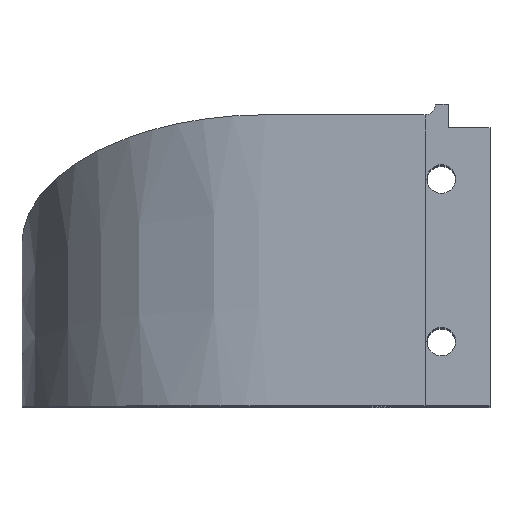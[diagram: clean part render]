
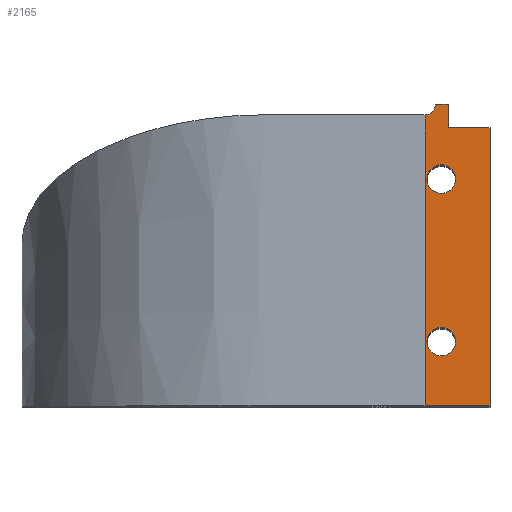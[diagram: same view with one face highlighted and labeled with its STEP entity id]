
A CAD part, top view. The second image highlights one B-rep face of the part: STEP entity #2165.
In plain terms, the highlighted planar face has unit normal (0, 0, 1).
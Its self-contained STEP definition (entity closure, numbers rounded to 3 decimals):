
#90 = EDGE_LOOP ( 'NONE', ( #3346, #7283, #2853, #753, #1408, #4527, #5525, #2680, #5811 ) ) ;
#115 = CARTESIAN_POINT ( 'NONE',  ( 5., 21.4, 17.4 ) ) ;
#153 = LINE ( 'NONE', #6448, #4860 ) ;
#155 = DIRECTION ( 'NONE',  ( -1., 0., 0. ) ) ;
#198 = FACE_OUTER_BOUND ( 'NONE', #90, .T. ) ;
#324 = DIRECTION ( 'NONE',  ( 0., 0., -1. ) ) ;
#366 = CARTESIAN_POINT ( 'NONE',  ( 1.25, 4.95, 17.4 ) ) ;
#510 = VECTOR ( 'NONE', #4182, 1000. ) ;
#621 = VERTEX_POINT ( 'NONE', #4261 ) ;
#675 = LINE ( 'NONE', #1377, #3560 ) ;
#753 = ORIENTED_EDGE ( 'NONE', *, *, #3478, .F. ) ;
#778 = AXIS2_PLACEMENT_3D ( 'NONE', #6233, #3737, #7470 ) ;
#909 = VECTOR ( 'NONE', #4607, 1000. ) ;
#919 = CIRCLE ( 'NONE', #2500, 1.1 ) ;
#1137 = CARTESIAN_POINT ( 'NONE',  ( 1.25, 17.45, 17.4 ) ) ;
#1140 = CARTESIAN_POINT ( 'NONE',  ( 2.35, 4.95, 17.4 ) ) ;
#1377 = CARTESIAN_POINT ( 'NONE',  ( 0., 21.4, 17.4 ) ) ;
#1408 = ORIENTED_EDGE ( 'NONE', *, *, #4573, .T. ) ;
#1420 = VERTEX_POINT ( 'NONE', #6864 ) ;
#1445 = VECTOR ( 'NONE', #6146, 1000. ) ;
#1511 = EDGE_CURVE ( 'NONE', #4818, #6708, #3419, .T. ) ;
#1615 = VERTEX_POINT ( 'NONE', #7963 ) ;
#1632 = EDGE_CURVE ( 'NONE', #621, #1996, #2310, .T. ) ;
#1693 = VERTEX_POINT ( 'NONE', #1140 ) ;
#1830 = ORIENTED_EDGE ( 'NONE', *, *, #3889, .T. ) ;
#1970 = VECTOR ( 'NONE', #7916, 1000. ) ;
#1971 = PLANE ( 'NONE',  #6733 ) ;
#1972 = CARTESIAN_POINT ( 'NONE',  ( 1.8, 23.2, 17.4 ) ) ;
#1996 = VERTEX_POINT ( 'NONE', #3134 ) ;
#2070 = VERTEX_POINT ( 'NONE', #4415 ) ;
#2095 = CARTESIAN_POINT ( 'NONE',  ( 5., 21.4, 17.4 ) ) ;
#2146 = VECTOR ( 'NONE', #3700, 1000. ) ;
#2165 = ADVANCED_FACE ( 'NONE', ( #3995, #5925, #198 ), #1971, .F. ) ;
#2310 = LINE ( 'NONE', #4817, #2146 ) ;
#2452 = CARTESIAN_POINT ( 'NONE',  ( 0., 21.4, 17.4 ) ) ;
#2500 = AXIS2_PLACEMENT_3D ( 'NONE', #1137, #3618, #3656 ) ;
#2680 = ORIENTED_EDGE ( 'NONE', *, *, #5797, .T. ) ;
#2758 = AXIS2_PLACEMENT_3D ( 'NONE', #366, #5433, #7812 ) ;
#2853 = ORIENTED_EDGE ( 'NONE', *, *, #1632, .F. ) ;
#2914 = DIRECTION ( 'NONE',  ( 0., 1., 0. ) ) ;
#2940 = CARTESIAN_POINT ( 'NONE',  ( 1.25, 4.95, 17.4 ) ) ;
#3021 = VECTOR ( 'NONE', #2914, 1000. ) ;
#3130 = CARTESIAN_POINT ( 'NONE',  ( 5., 21.4, 17.4 ) ) ;
#3134 = CARTESIAN_POINT ( 'NONE',  ( 0., 0., 17.4 ) ) ;
#3346 = ORIENTED_EDGE ( 'NONE', *, *, #8105, .T. ) ;
#3419 = CIRCLE ( 'NONE', #7992, 1.1 ) ;
#3423 = VERTEX_POINT ( 'NONE', #3793 ) ;
#3478 = EDGE_CURVE ( 'NONE', #2070, #621, #3754, .T. ) ;
#3560 = VECTOR ( 'NONE', #3936, 1000. ) ;
#3610 = LINE ( 'NONE', #7878, #3021 ) ;
#3618 = DIRECTION ( 'NONE',  ( 0., 0., -1. ) ) ;
#3656 = DIRECTION ( 'NONE',  ( -1., 0., 0. ) ) ;
#3700 = DIRECTION ( 'NONE',  ( -1., 0., 0. ) ) ;
#3737 = DIRECTION ( 'NONE',  ( 0., 0., -1. ) ) ;
#3754 = LINE ( 'NONE', #3130, #510 ) ;
#3793 = CARTESIAN_POINT ( 'NONE',  ( 1.8, 21.4, 17.4 ) ) ;
#3874 = EDGE_LOOP ( 'NONE', ( #6780, #6888 ) ) ;
#3889 = EDGE_CURVE ( 'NONE', #6946, #1693, #4325, .T. ) ;
#3936 = DIRECTION ( 'NONE',  ( 0., -1., 0. ) ) ;
#3995 = FACE_BOUND ( 'NONE', #3874, .T. ) ;
#4175 = DIRECTION ( 'NONE',  ( -1., 0., 0. ) ) ;
#4182 = DIRECTION ( 'NONE',  ( 0., -1., 0. ) ) ;
#4221 = ORIENTED_EDGE ( 'NONE', *, *, #6394, .T. ) ;
#4227 = CARTESIAN_POINT ( 'NONE',  ( 2.35, 17.45, 17.4 ) ) ;
#4261 = CARTESIAN_POINT ( 'NONE',  ( 5., 0., 17.4 ) ) ;
#4325 = CIRCLE ( 'NONE', #2758, 1.1 ) ;
#4415 = CARTESIAN_POINT ( 'NONE',  ( 5., 21.4, 17.4 ) ) ;
#4444 = EDGE_CURVE ( 'NONE', #7081, #5778, #153, .T. ) ;
#4468 = AXIS2_PLACEMENT_3D ( 'NONE', #2940, #6103, #4175 ) ;
#4527 = ORIENTED_EDGE ( 'NONE', *, *, #6531, .T. ) ;
#4535 = CARTESIAN_POINT ( 'NONE',  ( 0.15, 4.95, 17.4 ) ) ;
#4573 = EDGE_CURVE ( 'NONE', #2070, #3423, #7721, .T. ) ;
#4607 = DIRECTION ( 'NONE',  ( -1., 0., 0. ) ) ;
#4766 = LINE ( 'NONE', #6761, #1970 ) ;
#4817 = CARTESIAN_POINT ( 'NONE',  ( 5., 0., 17.4 ) ) ;
#4818 = VERTEX_POINT ( 'NONE', #6805 ) ;
#4860 = VECTOR ( 'NONE', #5221, 1000. ) ;
#4917 = LINE ( 'NONE', #2452, #1445 ) ;
#5199 = EDGE_CURVE ( 'NONE', #7494, #1996, #4917, .T. ) ;
#5221 = DIRECTION ( 'NONE',  ( -1., 0., 0. ) ) ;
#5433 = DIRECTION ( 'NONE',  ( 0., 0., -1. ) ) ;
#5525 = ORIENTED_EDGE ( 'NONE', *, *, #4444, .T. ) ;
#5555 = EDGE_CURVE ( 'NONE', #6708, #4818, #919, .T. ) ;
#5584 = CARTESIAN_POINT ( 'NONE',  ( 0.8, 23.2, 17.4 ) ) ;
#5778 = VERTEX_POINT ( 'NONE', #5584 ) ;
#5797 = EDGE_CURVE ( 'NONE', #5778, #1615, #7090, .T. ) ;
#5811 = ORIENTED_EDGE ( 'NONE', *, *, #6505, .T. ) ;
#5925 = FACE_BOUND ( 'NONE', #7505, .T. ) ;
#5967 = CARTESIAN_POINT ( 'NONE',  ( 1.25, 17.45, 17.4 ) ) ;
#6103 = DIRECTION ( 'NONE',  ( 0., 0., -1. ) ) ;
#6132 = CARTESIAN_POINT ( 'NONE',  ( 0., 20.72, 17.4 ) ) ;
#6146 = DIRECTION ( 'NONE',  ( 0., -1., 0. ) ) ;
#6233 = CARTESIAN_POINT ( 'NONE',  ( 0., 23.2, 17.4 ) ) ;
#6394 = EDGE_CURVE ( 'NONE', #1693, #6946, #7227, .T. ) ;
#6448 = CARTESIAN_POINT ( 'NONE',  ( 0.8, 23.2, 17.4 ) ) ;
#6492 = DIRECTION ( 'NONE',  ( 0., 0., -1. ) ) ;
#6505 = EDGE_CURVE ( 'NONE', #1615, #1420, #4766, .T. ) ;
#6531 = EDGE_CURVE ( 'NONE', #3423, #7081, #3610, .T. ) ;
#6708 = VERTEX_POINT ( 'NONE', #4227 ) ;
#6733 = AXIS2_PLACEMENT_3D ( 'NONE', #115, #6492, #155 ) ;
#6761 = CARTESIAN_POINT ( 'NONE',  ( 0., 22.4, 17.4 ) ) ;
#6780 = ORIENTED_EDGE ( 'NONE', *, *, #5555, .T. ) ;
#6805 = CARTESIAN_POINT ( 'NONE',  ( 0.15, 17.45, 17.4 ) ) ;
#6864 = CARTESIAN_POINT ( 'NONE',  ( 0., 21.4, 17.4 ) ) ;
#6888 = ORIENTED_EDGE ( 'NONE', *, *, #1511, .T. ) ;
#6946 = VERTEX_POINT ( 'NONE', #4535 ) ;
#7081 = VERTEX_POINT ( 'NONE', #1972 ) ;
#7090 = CIRCLE ( 'NONE', #778, 0.8 ) ;
#7227 = CIRCLE ( 'NONE', #4468, 1.1 ) ;
#7283 = ORIENTED_EDGE ( 'NONE', *, *, #5199, .T. ) ;
#7470 = DIRECTION ( 'NONE',  ( 1., 0., 0. ) ) ;
#7494 = VERTEX_POINT ( 'NONE', #6132 ) ;
#7505 = EDGE_LOOP ( 'NONE', ( #4221, #1830 ) ) ;
#7721 = LINE ( 'NONE', #2095, #909 ) ;
#7725 = DIRECTION ( 'NONE',  ( -1., 0., 0. ) ) ;
#7812 = DIRECTION ( 'NONE',  ( -1., 0., 0. ) ) ;
#7878 = CARTESIAN_POINT ( 'NONE',  ( 1.8, 23.2, 17.4 ) ) ;
#7916 = DIRECTION ( 'NONE',  ( 0., -1., 0. ) ) ;
#7963 = CARTESIAN_POINT ( 'NONE',  ( 0., 22.4, 17.4 ) ) ;
#7992 = AXIS2_PLACEMENT_3D ( 'NONE', #5967, #324, #7725 ) ;
#8105 = EDGE_CURVE ( 'NONE', #1420, #7494, #675, .T. ) ;
